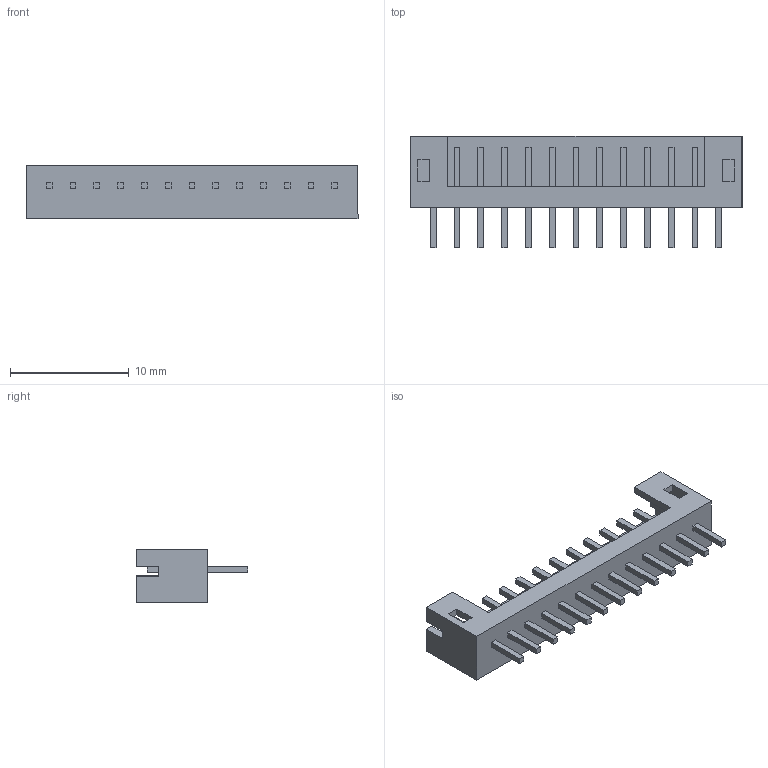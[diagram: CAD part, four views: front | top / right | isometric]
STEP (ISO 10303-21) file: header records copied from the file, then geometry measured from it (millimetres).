
FILE_DESCRIPTION (( 'STEP AP214' ), '1' );
FILE_NAME ('B13B-PH-K-S.STEP', '2010-06-16T07:04:50', ( ' ' ), ( ' ' ), 'SwSTEP 2.0', 'SolidWorks 2005235', '' );
FILE_SCHEMA (( 'AUTOMOTIVE_DESIGN' ));
Length unit declared in the file: millimetre
Products named in the file (1): B13B-PH-K-S
Bounding box: 27.9 x 9.4 x 4.5 mm (x, y, z)
Volume: 320.2 mm3; surface area: 889.8 mm2
Topology: 1 solids, 1 shells, 158 faces, 396 edges, 264 vertices
Faces by surface type: plane 158
Entity records: 6389 total; most frequent: CARTESIAN_POINT 819, ORIENTED_EDGE 792, DIRECTION 714, VECTOR 396, LINE 396, EDGE_CURVE 396, VERTEX_POINT 264, EDGE_LOOP 186
